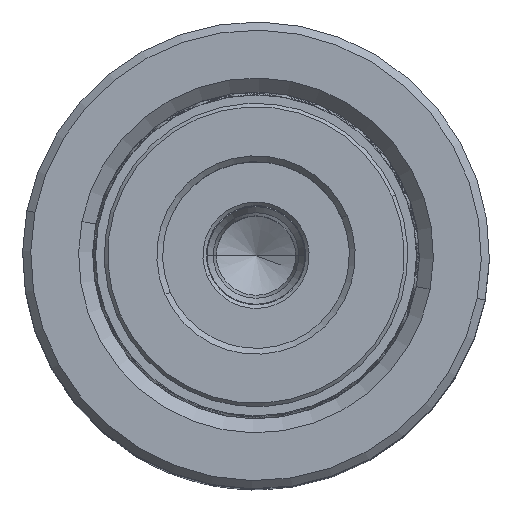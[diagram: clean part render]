
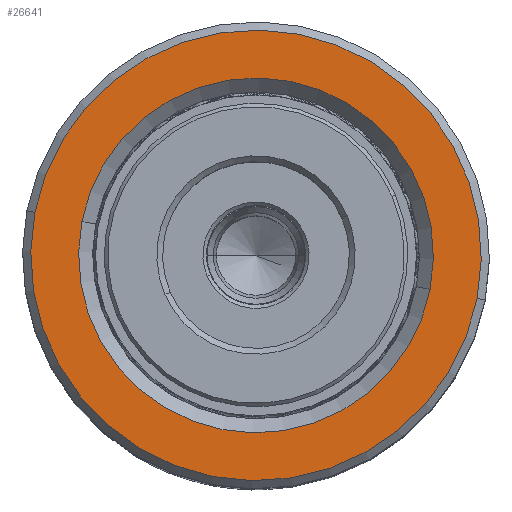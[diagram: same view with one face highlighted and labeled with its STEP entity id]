
A CAD part, top view. The second image highlights one B-rep face of the part: STEP entity #26641.
In plain terms, the highlighted planar face has unit normal (0, 0, 1).
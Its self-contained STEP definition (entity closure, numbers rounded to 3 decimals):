
#974 = AXIS2_PLACEMENT_3D ( 'NONE', #1857, #9650, #41796 ) ;
#1266 = CARTESIAN_POINT ( 'NONE',  ( 19.3, 0., 60. ) ) ;
#1857 = CARTESIAN_POINT ( 'NONE',  ( 0., 0., 60. ) ) ;
#2045 = DIRECTION ( 'NONE',  ( 0., 0., -1. ) ) ;
#2485 = EDGE_CURVE ( 'NONE', #2893, #9830, #26982, .T. ) ;
#2893 = VERTEX_POINT ( 'NONE', #29088 ) ;
#3941 = CARTESIAN_POINT ( 'NONE',  ( -19.3, 0., 60. ) ) ;
#4398 = EDGE_CURVE ( 'NONE', #9830, #2893, #18076, .T. ) ;
#7965 = ORIENTED_EDGE ( 'NONE', *, *, #15202, .T. ) ;
#9461 = DIRECTION ( 'NONE',  ( 1., 0., 0. ) ) ;
#9650 = DIRECTION ( 'NONE',  ( 0., 0., 1. ) ) ;
#9830 = VERTEX_POINT ( 'NONE', #36087 ) ;
#12533 = DIRECTION ( 'NONE',  ( 1., 0., 0. ) ) ;
#13182 = PLANE ( 'NONE',  #974 ) ;
#13929 = DIRECTION ( 'NONE',  ( 0., 0., 1. ) ) ;
#14006 = VERTEX_POINT ( 'NONE', #1266 ) ;
#14063 = VERTEX_POINT ( 'NONE', #3941 ) ;
#14083 = AXIS2_PLACEMENT_3D ( 'NONE', #19620, #16527, #12533 ) ;
#14099 = ORIENTED_EDGE ( 'NONE', *, *, #35072, .T. ) ;
#15202 = EDGE_CURVE ( 'NONE', #14063, #14006, #36851, .T. ) ;
#16527 = DIRECTION ( 'NONE',  ( 0., 0., 1. ) ) ;
#16922 = DIRECTION ( 'NONE',  ( 1., 0., 0. ) ) ;
#17236 = AXIS2_PLACEMENT_3D ( 'NONE', #28575, #13929, #21259 ) ;
#18076 = CIRCLE ( 'NONE', #33207, 15.2 ) ;
#19620 = CARTESIAN_POINT ( 'NONE',  ( 0., 0., 60. ) ) ;
#21259 = DIRECTION ( 'NONE',  ( 1., 0., 0. ) ) ;
#21534 = ORIENTED_EDGE ( 'NONE', *, *, #2485, .T. ) ;
#21555 = EDGE_LOOP ( 'NONE', ( #21534, #21684 ) ) ;
#21684 = ORIENTED_EDGE ( 'NONE', *, *, #4398, .T. ) ;
#24178 = EDGE_LOOP ( 'NONE', ( #7965, #14099 ) ) ;
#26641 = ADVANCED_FACE ( 'NONE', ( #44892, #42022 ), #13182, .T. ) ;
#26982 = CIRCLE ( 'NONE', #45846, 15.2 ) ;
#27863 = CARTESIAN_POINT ( 'NONE',  ( 0., 0., 60. ) ) ;
#28575 = CARTESIAN_POINT ( 'NONE',  ( 0., 0., 60. ) ) ;
#29088 = CARTESIAN_POINT ( 'NONE',  ( 15.2, 0., 60. ) ) ;
#29952 = CIRCLE ( 'NONE', #14083, 19.3 ) ;
#30876 = CARTESIAN_POINT ( 'NONE',  ( 0., 0., 60. ) ) ;
#33207 = AXIS2_PLACEMENT_3D ( 'NONE', #27863, #38509, #9461 ) ;
#35072 = EDGE_CURVE ( 'NONE', #14006, #14063, #29952, .T. ) ;
#36087 = CARTESIAN_POINT ( 'NONE',  ( -15.2, 0., 60. ) ) ;
#36851 = CIRCLE ( 'NONE', #17236, 19.3 ) ;
#38509 = DIRECTION ( 'NONE',  ( 0., 0., -1. ) ) ;
#41796 = DIRECTION ( 'NONE',  ( 1., 0., 0. ) ) ;
#42022 = FACE_BOUND ( 'NONE', #21555, .T. ) ;
#44892 = FACE_OUTER_BOUND ( 'NONE', #24178, .T. ) ;
#45846 = AXIS2_PLACEMENT_3D ( 'NONE', #30876, #2045, #16922 ) ;
